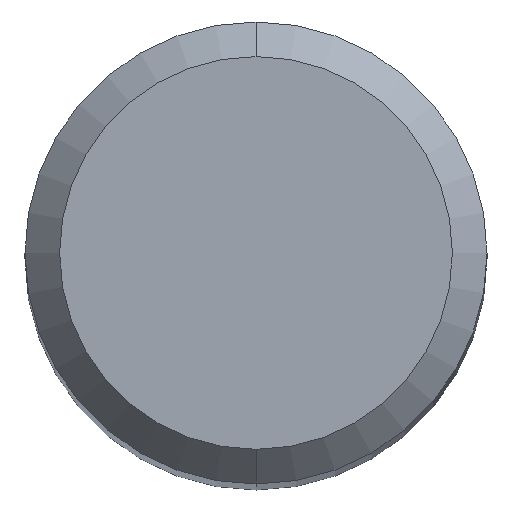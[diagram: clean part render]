
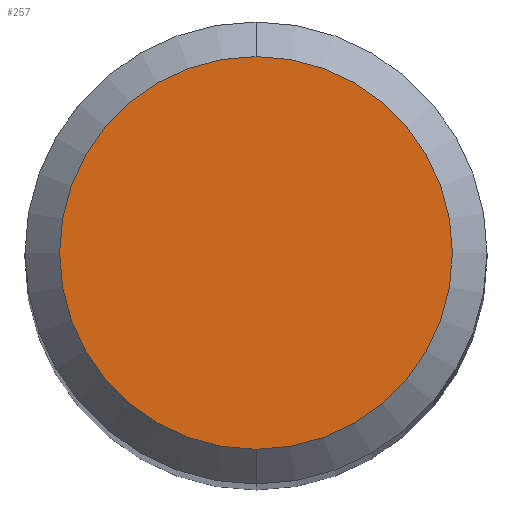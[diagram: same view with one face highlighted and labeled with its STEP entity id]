
A CAD part, top view. The second image highlights one B-rep face of the part: STEP entity #257.
In plain terms, the highlighted planar face has unit normal (0, 0, 1).
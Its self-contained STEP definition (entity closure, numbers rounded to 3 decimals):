
#257=ADVANCED_FACE('',(#572),#573,.T.);
#289=VERTEX_POINT('',#606);
#401=VERTEX_POINT('',#734);
#403=EDGE_CURVE('',#289,#401,#736,.T.);
#405=EDGE_CURVE('',#401,#289,#738,.T.);
#572=FACE_OUTER_BOUND('',#976,.T.);
#573=PLANE('',#977);
#606=CARTESIAN_POINT('',(0.0,1.7,0.0));
#734=CARTESIAN_POINT('',(0.,-1.7,0.0));
#736=CIRCLE('',#1305,1.7);
#738=CIRCLE('',#1308,1.7);
#976=EDGE_LOOP('',(#1537,#1538));
#977=AXIS2_PLACEMENT_3D('',#1539,#1540,#1541);
#1305=AXIS2_PLACEMENT_3D('',#1740,#1741,#1742);
#1308=AXIS2_PLACEMENT_3D('',#1743,#1744,#1745);
#1537=ORIENTED_EDGE('',*,*,#403,.F.);
#1538=ORIENTED_EDGE('',*,*,#405,.F.);
#1539=CARTESIAN_POINT('',(0.0,0.85,0.0));
#1540=DIRECTION('',(-0.0,0.0,1.0));
#1541=DIRECTION('',(0.0,-1.0,0.0));
#1740=CARTESIAN_POINT('',(0.0,0.0,0.0));
#1741=DIRECTION('',(0.0,0.0,-1.0));
#1742=DIRECTION('',(0.0,1.0,0.0));
#1743=CARTESIAN_POINT('',(0.0,0.0,0.0));
#1744=DIRECTION('',(0.0,0.0,-1.0));
#1745=DIRECTION('',(0.0,1.0,0.0));
